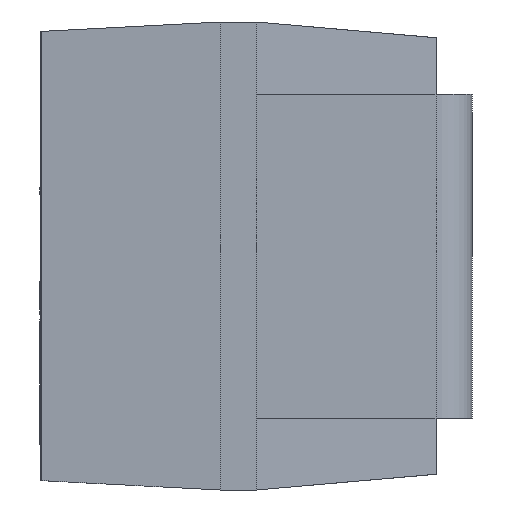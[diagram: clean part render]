
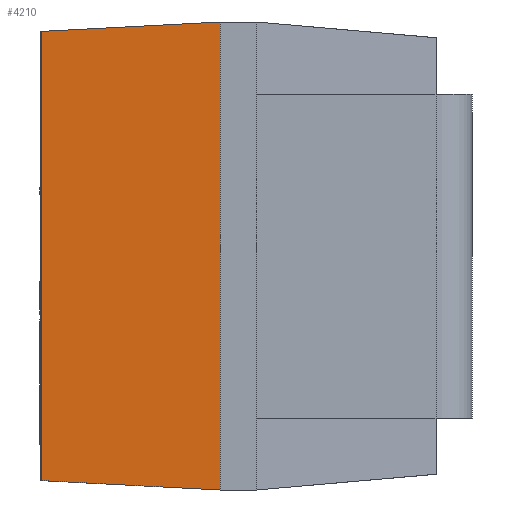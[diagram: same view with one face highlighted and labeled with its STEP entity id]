
A CAD part, left-side view. The second image highlights one B-rep face of the part: STEP entity #4210.
In plain terms, the highlighted planar face has unit normal (-0.999, 0.052, 0).
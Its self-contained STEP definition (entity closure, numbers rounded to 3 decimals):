
#77 = ORIENTED_EDGE ( 'NONE', *, *, #7325, .T. ) ;
#778 = CARTESIAN_POINT ( 'NONE',  ( -0.974, 1.2, -0.624 ) ) ;
#1021 = DIRECTION ( 'NONE',  ( 0.052, 0.997, -0.052 ) ) ;
#1115 = VECTOR ( 'NONE', #4716, 1000. ) ;
#1174 = DIRECTION ( 'NONE',  ( -0.052, -0.997, -0.052 ) ) ;
#1727 = ORIENTED_EDGE ( 'NONE', *, *, #5425, .T. ) ;
#1857 = LINE ( 'NONE', #5822, #3520 ) ;
#2120 = CARTESIAN_POINT ( 'NONE',  ( -1., 0.7, 0.65 ) ) ;
#2195 = VERTEX_POINT ( 'NONE', #7253 ) ;
#2252 = CARTESIAN_POINT ( 'NONE',  ( -1., 0.7, -0.65 ) ) ;
#2690 = PLANE ( 'NONE',  #4337 ) ;
#2810 = CARTESIAN_POINT ( 'NONE',  ( -1., 0.7, 0.65 ) ) ;
#2873 = EDGE_CURVE ( 'NONE', #2195, #3995, #6640, .T. ) ;
#2879 = CARTESIAN_POINT ( 'NONE',  ( -0.974, 1.2, 0.624 ) ) ;
#2956 = VECTOR ( 'NONE', #1021, 1000. ) ;
#3101 = CARTESIAN_POINT ( 'NONE',  ( -0.974, 1.2, -0.624 ) ) ;
#3305 = VERTEX_POINT ( 'NONE', #778 ) ;
#3339 = DIRECTION ( 'NONE',  ( 0., 0., 1. ) ) ;
#3395 = DIRECTION ( 'NONE',  ( -0.052, -0.999, 0. ) ) ;
#3520 = VECTOR ( 'NONE', #1174, 1000. ) ;
#3573 = EDGE_CURVE ( 'NONE', #5942, #2195, #6175, .T. ) ;
#3607 = ORIENTED_EDGE ( 'NONE', *, *, #3573, .T. ) ;
#3995 = VERTEX_POINT ( 'NONE', #2879 ) ;
#4127 = VECTOR ( 'NONE', #3339, 1000. ) ;
#4210 = ADVANCED_FACE ( 'NONE', ( #5524 ), #2690, .T. ) ;
#4337 = AXIS2_PLACEMENT_3D ( 'NONE', #7225, #4426, #3395 ) ;
#4362 = ORIENTED_EDGE ( 'NONE', *, *, #2873, .T. ) ;
#4426 = DIRECTION ( 'NONE',  ( -0.999, 0.052, 0. ) ) ;
#4716 = DIRECTION ( 'NONE',  ( 0., 0., -1. ) ) ;
#5425 = EDGE_CURVE ( 'NONE', #3305, #5942, #1857, .T. ) ;
#5524 = FACE_OUTER_BOUND ( 'NONE', #7100, .T. ) ;
#5822 = CARTESIAN_POINT ( 'NONE',  ( -0.974, 1.2, -0.624 ) ) ;
#5942 = VERTEX_POINT ( 'NONE', #2252 ) ;
#6175 = LINE ( 'NONE', #2810, #4127 ) ;
#6640 = LINE ( 'NONE', #2120, #2956 ) ;
#7041 = LINE ( 'NONE', #3101, #1115 ) ;
#7100 = EDGE_LOOP ( 'NONE', ( #3607, #4362, #77, #1727 ) ) ;
#7225 = CARTESIAN_POINT ( 'NONE',  ( -1., 0.7, 0.65 ) ) ;
#7253 = CARTESIAN_POINT ( 'NONE',  ( -1., 0.7, 0.65 ) ) ;
#7325 = EDGE_CURVE ( 'NONE', #3995, #3305, #7041, .T. ) ;
